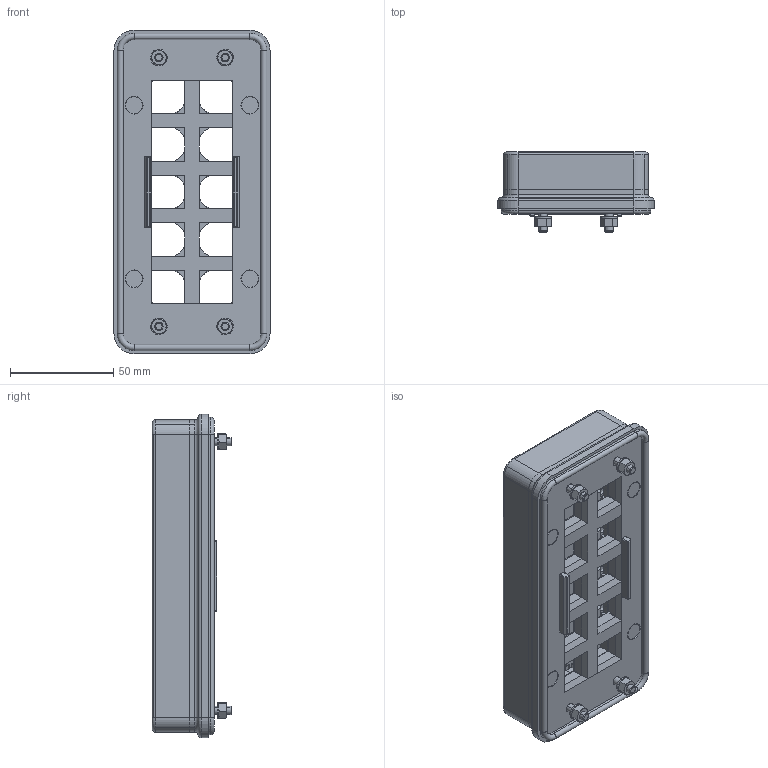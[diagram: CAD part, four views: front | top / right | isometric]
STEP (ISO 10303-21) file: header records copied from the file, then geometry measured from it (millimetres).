
FILE_DESCRIPTION (( 'STEP AP203' ), '1' );
FILE_NAME ('BPA-S-10-1-0.step', '2021-11-30T13:53:17', ( '' ), ( '' ), 'SwSTEP 2.0', 'SolidWorks 2021', '' );
FILE_SCHEMA (( 'CONFIG_CONTROL_DESIGN' ));
Length unit declared in the file: millimetre
Products named in the file (1): BPA-S-10-1-0
Bounding box: 75.5 x 38.6 x 156.5 mm (x, y, z)
Volume: 188595 mm3; surface area: 99125.6 mm2
Topology: 29 solids, 29 shells, 1822 faces, 4644 edges, 2894 vertices
Faces by surface type: plane 894, cylinder 574, cone 292, torus 52, sphere 10
Entity records: 54411 total; most frequent: CARTESIAN_POINT 11957, ORIENTED_EDGE 9240, DIRECTION 8528, EDGE_CURVE 4620, VERTEX_POINT 2894, AXIS2_PLACEMENT_3D 2893, LINE 2742, VECTOR 2742
